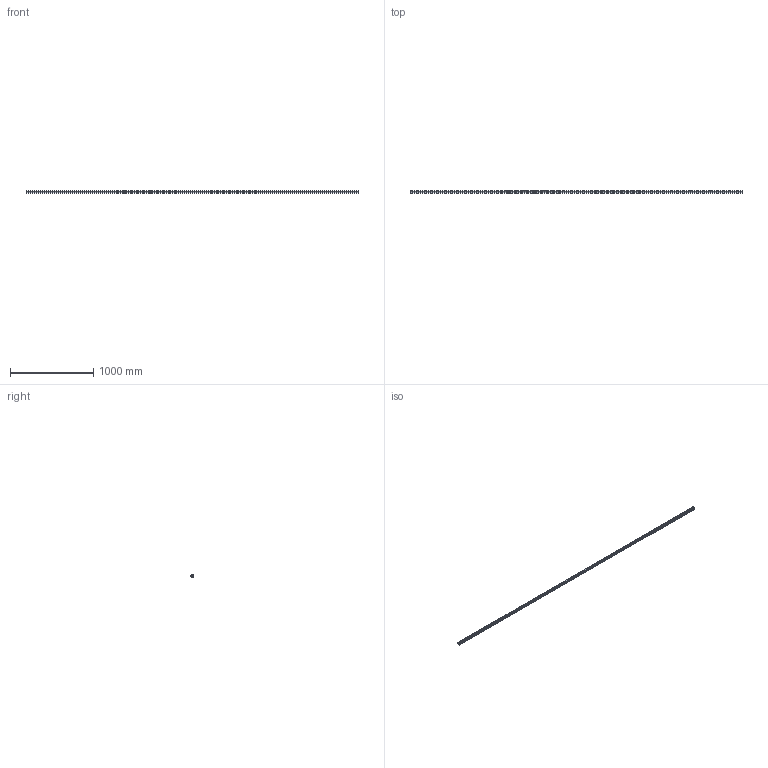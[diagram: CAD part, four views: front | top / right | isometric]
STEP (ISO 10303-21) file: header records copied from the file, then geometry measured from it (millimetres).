
FILE_DESCRIPTION(/* description */ ('STEP AP214'),/* implementation_level */ '2;1');
FILE_NAME(/* name */ 'LSH30RLX4000-N-D',/* time_stamp */ '2022-10-26T08:10:53+02:00',/* author */ ('License CC BY-ND 4.0'),/* organization */ ('CADENAS'),/* preprocessor_version */ 'ST-DEVELOPER v18.102',/* originating_system */ 'PARTsolutions',/* authorisation */ ' ');
FILE_SCHEMA (('AUTOMOTIVE_DESIGN {1 0 10303 214 3 1 1}'));
Length unit declared in the file: millimetre
Products named in the file (1): LSH30RLX4000-N-D
Bounding box: 4000 x 26 x 28 mm (x, y, z)
Volume: 2332184.9 mm3; surface area: 476981.2 mm2
Topology: 1 solids, 1 shells, 172 faces, 410 edges, 290 vertices
Faces by surface type: cylinder 100, plane 72
Full cylindrical faces by diameter (mm): 9 x50, 14.2 x50
Entity records: 4414 total; most frequent: DIRECTION 806, CARTESIAN_POINT 673, ORIENTED_EDGE 520, EDGE_LOOP 422, FACE_BOUND 422, AXIS2_PLACEMENT_3D 373, EDGE_CURVE 260, VERTEX_POINT 240
